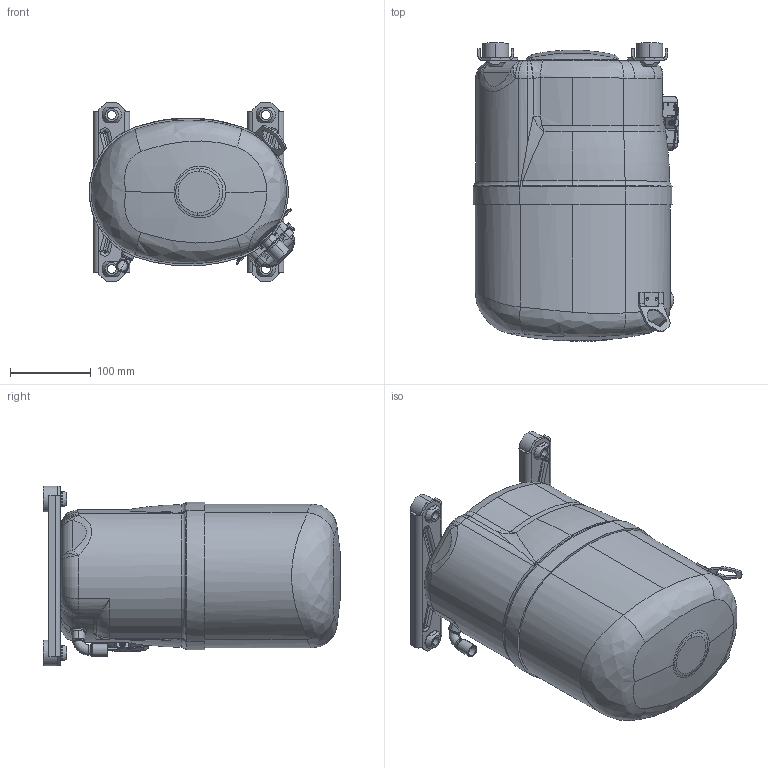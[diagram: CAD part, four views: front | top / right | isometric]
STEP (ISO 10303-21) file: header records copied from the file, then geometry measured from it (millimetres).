
FILE_DESCRIPTION (( 'STEP AP203' ), '1' );
FILE_NAME ('709100B.STEP', '2014-04-16T13:49:13', ( '' ), ( '' ), 'SwSTEP 2.0', 'SolidWorks 2014', '' );
FILE_SCHEMA (( 'CONFIG_CONTROL_DESIGN' ));
Length unit declared in the file: inch
Products named in the file (1): 709100B
Bounding box: 254.37 x 368.31 x 222.25 mm (x, y, z)
Surface area: 397676.1 mm2 (no closed solid volume)
Topology: 0 solids, 30 shells, 821 faces, 2509 edges, 1671 vertices
Faces by surface type: cylinder 267, plane 211, bspline 158, torus 142, sphere 26, cone 17
Entity records: 38923 total; most frequent: CARTESIAN_POINT 17525, DIRECTION 4432, ORIENTED_EDGE 4220, EDGE_CURVE 2487, AXIS2_PLACEMENT_3D 1706, VERTEX_POINT 1671, CIRCLE 1042, VECTOR 1020
